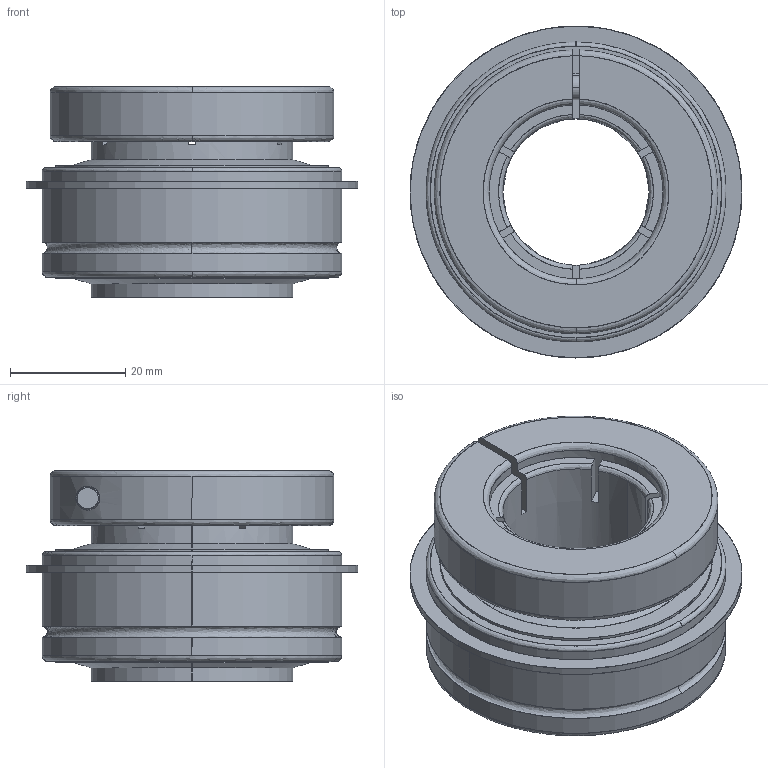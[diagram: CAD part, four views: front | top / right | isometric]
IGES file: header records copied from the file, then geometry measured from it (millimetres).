
Start section: SolidWorks IGES file using analytic representation for surfaces
Global section: file name: ERDEFAU09271720152814.igs; native system: SolidWorks 2008; preprocessor: SolidWorks 2008; author: partstream; date: 070927.172015; units: millimetre
Bounding box: 57.55 x 57.55 x 36.51 mm (x, y, z)
Surface area: 14922 mm2 (no closed solid volume)
Topology: 0 solids, 0 shells, 99 faces, 2151 edges, 2158 vertices
Faces by surface type: bspline 57, revolution 42
